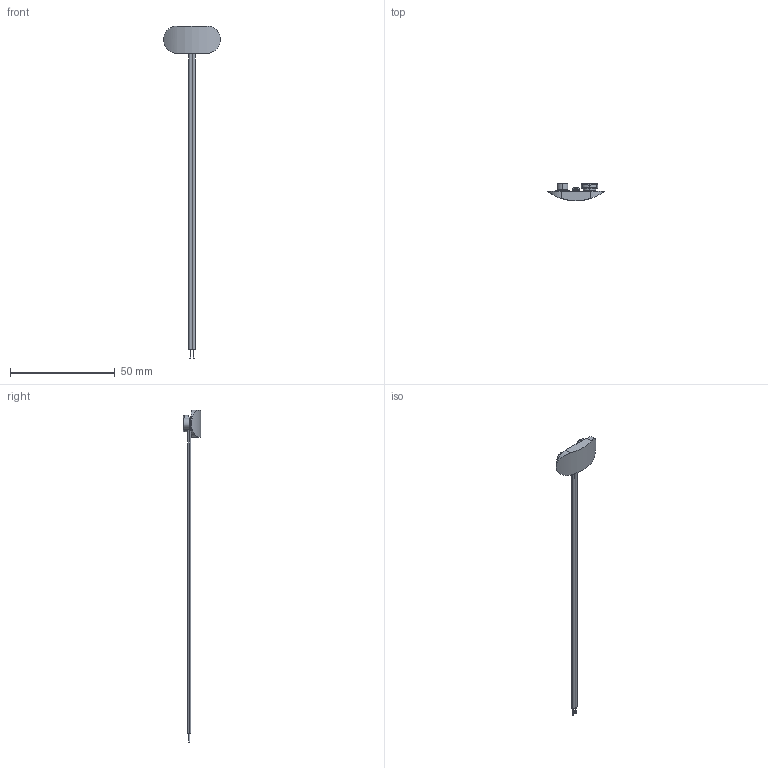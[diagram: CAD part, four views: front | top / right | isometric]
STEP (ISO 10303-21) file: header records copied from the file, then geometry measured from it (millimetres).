
FILE_DESCRIPTION (( 'STEP AP214' ), '1' );
FILE_NAME ('BS6T.STEP', '2020-02-07T13:43:18', ( '' ), ( '' ), 'SwSTEP 2.0', 'SolidWorks 2017', '' );
FILE_SCHEMA (( 'AUTOMOTIVE_DESIGN' ));
Length unit declared in the file: millimetre
Products named in the file (1): BS6T
Bounding box: 27 x 8.46 x 158.5 mm (x, y, z)
Volume: 1608.6 mm3; surface area: 3679 mm2
Topology: 7 solids, 7 shells, 142 faces, 356 edges, 232 vertices
Faces by surface type: plane 71, cylinder 47, torus 16, bspline 8
Entity records: 7032 total; most frequent: CARTESIAN_POINT 3511, DIRECTION 730, ORIENTED_EDGE 712, EDGE_CURVE 356, AXIS2_PLACEMENT_3D 287, VERTEX_POINT 232, EDGE_LOOP 162, LINE 156
